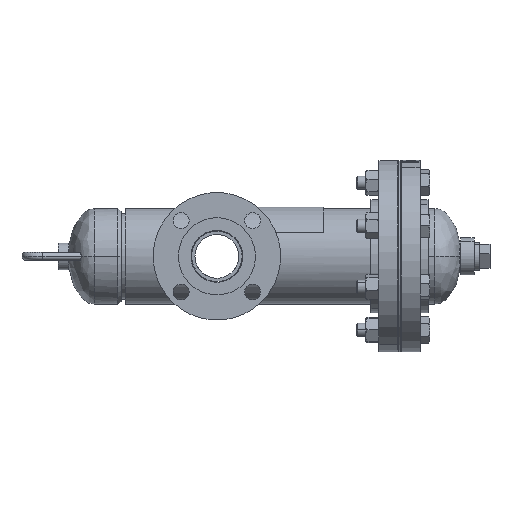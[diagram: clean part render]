
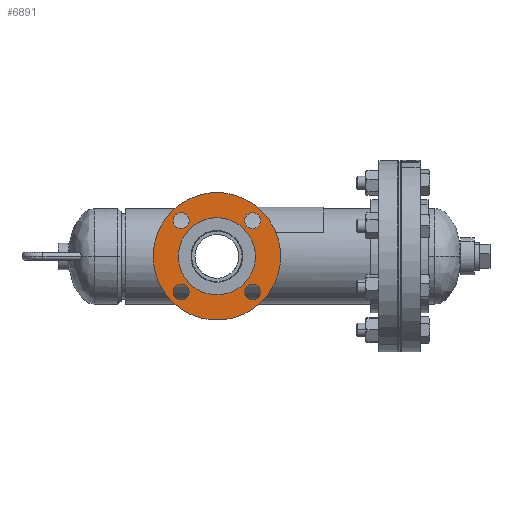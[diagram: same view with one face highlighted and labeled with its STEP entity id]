
A CAD part, left-side view. The second image highlights one B-rep face of the part: STEP entity #6891.
In plain terms, the highlighted face is planar.
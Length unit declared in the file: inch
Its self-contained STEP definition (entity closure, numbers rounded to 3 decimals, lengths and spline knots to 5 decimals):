
#134 = EDGE_CURVE ( 'NONE', #1377, #2407, #9266, .T. ) ;
#152 = VERTEX_POINT ( 'NONE', #8442 ) ;
#685 = AXIS2_PLACEMENT_3D ( 'NONE', #10248, #6076, #3236 ) ;
#716 = EDGE_LOOP ( 'NONE', ( #5812, #5282 ) ) ;
#871 = ORIENTED_EDGE ( 'NONE', *, *, #5385, .T. ) ;
#950 = DIRECTION ( 'NONE',  ( 0., 1., 0. ) ) ;
#1175 = AXIS2_PLACEMENT_3D ( 'NONE', #8661, #10220, #5009 ) ;
#1377 = VERTEX_POINT ( 'NONE', #8856 ) ;
#1447 = ORIENTED_EDGE ( 'NONE', *, *, #8090, .T. ) ;
#1512 = CIRCLE ( 'NONE', #3753, 0.375 ) ;
#1544 = EDGE_CURVE ( 'NONE', #4103, #6040, #4163, .T. ) ;
#1579 = DIRECTION ( 'NONE',  ( 0., 1., 0. ) ) ;
#1602 = ORIENTED_EDGE ( 'NONE', *, *, #9015, .T. ) ;
#1660 = VERTEX_POINT ( 'NONE', #7986 ) ;
#1789 = DIRECTION ( 'NONE',  ( 0., 1., 0. ) ) ;
#1876 = CIRCLE ( 'NONE', #10710, 1.8125 ) ;
#1880 = DIRECTION ( 'NONE',  ( 0., 0., 1. ) ) ;
#1894 = CARTESIAN_POINT ( 'NONE',  ( 0., 0.0625, -1.8125 ) ) ;
#1915 = EDGE_CURVE ( 'NONE', #7963, #2417, #5989, .T. ) ;
#1996 = AXIS2_PLACEMENT_3D ( 'NONE', #5883, #1579, #9375 ) ;
#2005 = DIRECTION ( 'NONE',  ( 0., 1., 0. ) ) ;
#2179 = CIRCLE ( 'NONE', #6980, 0.375 ) ;
#2407 = VERTEX_POINT ( 'NONE', #7937 ) ;
#2417 = VERTEX_POINT ( 'NONE', #8837 ) ;
#2601 = DIRECTION ( 'NONE',  ( 0., 1., 0. ) ) ;
#2693 = EDGE_CURVE ( 'NONE', #6040, #4103, #4520, .T. ) ;
#2833 = FACE_BOUND ( 'NONE', #4387, .T. ) ;
#2922 = CIRCLE ( 'NONE', #685, 0.375 ) ;
#3001 = FACE_BOUND ( 'NONE', #6972, .T. ) ;
#3227 = AXIS2_PLACEMENT_3D ( 'NONE', #4054, #11064, #5903 ) ;
#3236 = DIRECTION ( 'NONE',  ( 0., 0., 1. ) ) ;
#3282 = EDGE_CURVE ( 'NONE', #9934, #7143, #10950, .T. ) ;
#3352 = AXIS2_PLACEMENT_3D ( 'NONE', #6244, #2601, #8006 ) ;
#3449 = CARTESIAN_POINT ( 'NONE',  ( 0., 0.0625, 2.375 ) ) ;
#3681 = DIRECTION ( 'NONE',  ( 0., 1., 0. ) ) ;
#3694 = CARTESIAN_POINT ( 'NONE',  ( 0., 0.0625, -2.375 ) ) ;
#3713 = DIRECTION ( 'NONE',  ( 0., 1., 0. ) ) ;
#3753 = AXIS2_PLACEMENT_3D ( 'NONE', #3694, #950, #7230 ) ;
#3962 = CARTESIAN_POINT ( 'NONE',  ( 0., 0.0625, -3. ) ) ;
#4054 = CARTESIAN_POINT ( 'NONE',  ( 0., 0.0625, 2.375 ) ) ;
#4103 = VERTEX_POINT ( 'NONE', #3962 ) ;
#4163 = CIRCLE ( 'NONE', #1175, 3. ) ;
#4316 = AXIS2_PLACEMENT_3D ( 'NONE', #6045, #10217, #7655 ) ;
#4330 = CARTESIAN_POINT ( 'NONE',  ( -2.375, 0.0625, -0.375 ) ) ;
#4387 = EDGE_LOOP ( 'NONE', ( #871, #9207 ) ) ;
#4506 = DIRECTION ( 'NONE',  ( 0., 0., 1. ) ) ;
#4520 = CIRCLE ( 'NONE', #9105, 3. ) ;
#4680 = DIRECTION ( 'NONE',  ( 0., 0., 1. ) ) ;
#4724 = CARTESIAN_POINT ( 'NONE',  ( 0., 0.0625, 3. ) ) ;
#4748 = FACE_BOUND ( 'NONE', #10157, .T. ) ;
#5009 = DIRECTION ( 'NONE',  ( 0., 0., 1. ) ) ;
#5108 = CARTESIAN_POINT ( 'NONE',  ( 0., 0.0625, -1.8125 ) ) ;
#5282 = ORIENTED_EDGE ( 'NONE', *, *, #1544, .F. ) ;
#5295 = VERTEX_POINT ( 'NONE', #4330 ) ;
#5301 = EDGE_CURVE ( 'NONE', #152, #5295, #8329, .T. ) ;
#5336 = CIRCLE ( 'NONE', #8269, 0.375 ) ;
#5385 = EDGE_CURVE ( 'NONE', #2417, #7963, #1876, .T. ) ;
#5623 = EDGE_LOOP ( 'NONE', ( #10946, #1447 ) ) ;
#5635 = ORIENTED_EDGE ( 'NONE', *, *, #7010, .T. ) ;
#5812 = ORIENTED_EDGE ( 'NONE', *, *, #2693, .F. ) ;
#5883 = CARTESIAN_POINT ( 'NONE',  ( 2.375, 0.0625, 0. ) ) ;
#5903 = DIRECTION ( 'NONE',  ( 0., 0., 1. ) ) ;
#5989 = CIRCLE ( 'NONE', #6360, 1.8125 ) ;
#6040 = VERTEX_POINT ( 'NONE', #4724 ) ;
#6045 = CARTESIAN_POINT ( 'NONE',  ( 0., 0.0625, -2.375 ) ) ;
#6076 = DIRECTION ( 'NONE',  ( 0., 1., 0. ) ) ;
#6244 = CARTESIAN_POINT ( 'NONE',  ( -2.375, 0.0625, 0. ) ) ;
#6279 = ORIENTED_EDGE ( 'NONE', *, *, #8692, .T. ) ;
#6312 = PLANE ( 'NONE',  #6902 ) ;
#6360 = AXIS2_PLACEMENT_3D ( 'NONE', #7248, #3713, #9116 ) ;
#6367 = DIRECTION ( 'NONE',  ( 0., 1., 0. ) ) ;
#6891 = ADVANCED_FACE ( 'NONE', ( #10883, #3001, #4748, #8244, #7453, #2833 ), #6312, .F. ) ;
#6902 = AXIS2_PLACEMENT_3D ( 'NONE', #1894, #6367, #4506 ) ;
#6972 = EDGE_LOOP ( 'NONE', ( #8268, #1602 ) ) ;
#6980 = AXIS2_PLACEMENT_3D ( 'NONE', #7068, #1789, #8092 ) ;
#7010 = EDGE_CURVE ( 'NONE', #2407, #1377, #1512, .T. ) ;
#7068 = CARTESIAN_POINT ( 'NONE',  ( -2.375, 0.0625, 0. ) ) ;
#7143 = VERTEX_POINT ( 'NONE', #8181 ) ;
#7212 = ORIENTED_EDGE ( 'NONE', *, *, #8322, .T. ) ;
#7230 = DIRECTION ( 'NONE',  ( 0., 0., 1. ) ) ;
#7248 = CARTESIAN_POINT ( 'NONE',  ( 0., 0.0625, 0. ) ) ;
#7453 = FACE_OUTER_BOUND ( 'NONE', #716, .T. ) ;
#7615 = EDGE_LOOP ( 'NONE', ( #9475, #5635 ) ) ;
#7655 = DIRECTION ( 'NONE',  ( 0., 0., 1. ) ) ;
#7756 = VERTEX_POINT ( 'NONE', #9232 ) ;
#7937 = CARTESIAN_POINT ( 'NONE',  ( 0., 0.0625, -2.75 ) ) ;
#7963 = VERTEX_POINT ( 'NONE', #5108 ) ;
#7986 = CARTESIAN_POINT ( 'NONE',  ( 2.375, 0.0625, 0.375 ) ) ;
#8006 = DIRECTION ( 'NONE',  ( 0., 0., 1. ) ) ;
#8090 = EDGE_CURVE ( 'NONE', #5295, #152, #2179, .T. ) ;
#8092 = DIRECTION ( 'NONE',  ( 0., 0., 1. ) ) ;
#8181 = CARTESIAN_POINT ( 'NONE',  ( 0., 0.0625, 2. ) ) ;
#8244 = FACE_BOUND ( 'NONE', #7615, .T. ) ;
#8262 = CIRCLE ( 'NONE', #1996, 0.375 ) ;
#8268 = ORIENTED_EDGE ( 'NONE', *, *, #3282, .T. ) ;
#8269 = AXIS2_PLACEMENT_3D ( 'NONE', #3449, #3681, #9776 ) ;
#8322 = EDGE_CURVE ( 'NONE', #1660, #7756, #2922, .T. ) ;
#8329 = CIRCLE ( 'NONE', #3352, 0.375 ) ;
#8442 = CARTESIAN_POINT ( 'NONE',  ( -2.375, 0.0625, 0.375 ) ) ;
#8661 = CARTESIAN_POINT ( 'NONE',  ( 0., 0.0625, 0. ) ) ;
#8692 = EDGE_CURVE ( 'NONE', #7756, #1660, #8262, .T. ) ;
#8837 = CARTESIAN_POINT ( 'NONE',  ( 0., 0.0625, 1.8125 ) ) ;
#8856 = CARTESIAN_POINT ( 'NONE',  ( 0., 0.0625, -2. ) ) ;
#9015 = EDGE_CURVE ( 'NONE', #7143, #9934, #5336, .T. ) ;
#9105 = AXIS2_PLACEMENT_3D ( 'NONE', #9778, #2005, #1880 ) ;
#9116 = DIRECTION ( 'NONE',  ( 0., 0., 1. ) ) ;
#9207 = ORIENTED_EDGE ( 'NONE', *, *, #1915, .T. ) ;
#9232 = CARTESIAN_POINT ( 'NONE',  ( 2.375, 0.0625, -0.375 ) ) ;
#9266 = CIRCLE ( 'NONE', #4316, 0.375 ) ;
#9375 = DIRECTION ( 'NONE',  ( 0., 0., 1. ) ) ;
#9475 = ORIENTED_EDGE ( 'NONE', *, *, #134, .T. ) ;
#9776 = DIRECTION ( 'NONE',  ( 0., 0., 1. ) ) ;
#9778 = CARTESIAN_POINT ( 'NONE',  ( 0., 0.0625, 0. ) ) ;
#9934 = VERTEX_POINT ( 'NONE', #10922 ) ;
#10064 = CARTESIAN_POINT ( 'NONE',  ( 0., 0.0625, 0. ) ) ;
#10157 = EDGE_LOOP ( 'NONE', ( #7212, #6279 ) ) ;
#10217 = DIRECTION ( 'NONE',  ( 0., 1., 0. ) ) ;
#10220 = DIRECTION ( 'NONE',  ( 0., 1., 0. ) ) ;
#10248 = CARTESIAN_POINT ( 'NONE',  ( 2.375, 0.0625, 0. ) ) ;
#10710 = AXIS2_PLACEMENT_3D ( 'NONE', #10064, #10811, #4680 ) ;
#10811 = DIRECTION ( 'NONE',  ( 0., 1., 0. ) ) ;
#10883 = FACE_BOUND ( 'NONE', #5623, .T. ) ;
#10922 = CARTESIAN_POINT ( 'NONE',  ( 0., 0.0625, 2.75 ) ) ;
#10946 = ORIENTED_EDGE ( 'NONE', *, *, #5301, .T. ) ;
#10950 = CIRCLE ( 'NONE', #3227, 0.375 ) ;
#11064 = DIRECTION ( 'NONE',  ( 0., 1., 0. ) ) ;
